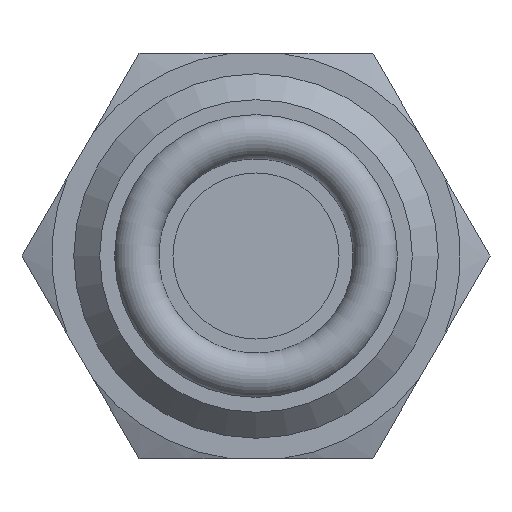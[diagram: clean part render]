
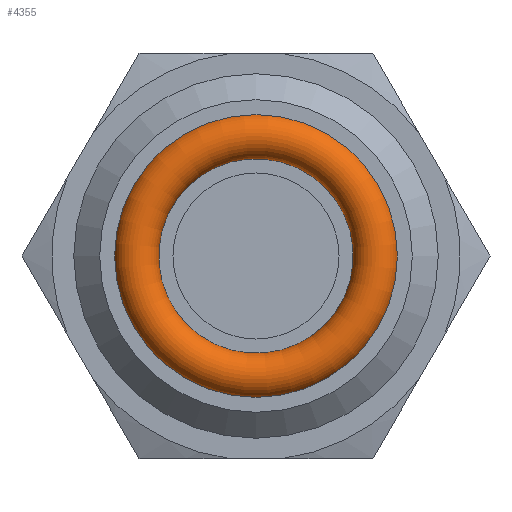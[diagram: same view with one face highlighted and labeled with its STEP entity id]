
A CAD part, left-side view. The second image highlights one B-rep face of the part: STEP entity #4355.
In plain terms, the highlighted toroidal (fillet/blend) face has major radius 4.699 mm and minor radius 0.889 mm.
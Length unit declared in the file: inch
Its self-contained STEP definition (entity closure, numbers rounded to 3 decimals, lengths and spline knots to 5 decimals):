
#4330=CARTESIAN_POINT('',(0.0,0.00098,0.0));
#4331=DIRECTION('',(1.0,0.0,0.0));
#4332=DIRECTION('',(0.0,0.0,-1.0));
#4333=AXIS2_PLACEMENT_3D('',#4330,#4331,#4332);
#4334=TOROIDAL_SURFACE('',#4333,0.185,0.035);
#4335=CARTESIAN_POINT('',(0.,0.00098,-0.22));
#4336=VERTEX_POINT('',#4335);
#4337=CARTESIAN_POINT('',(0.0,0.00098,-0.185));
#4338=DIRECTION('',(0.0,-1.0,0.0));
#4339=DIRECTION('',(0.0,0.0,-1.0));
#4340=AXIS2_PLACEMENT_3D('',#4337,#4338,#4339);
#4341=CIRCLE('',#4340,0.035);
#4342=EDGE_CURVE('',#4336,#4336,#4341,.T.);
#4343=ORIENTED_EDGE('',*,*,#4342,.T.);
#4344=CARTESIAN_POINT('',(0.,0.00098,0.0));
#4345=DIRECTION('',(-1.0,0.0,0.0));
#4346=DIRECTION('',(0.0,0.0,-1.0));
#4347=AXIS2_PLACEMENT_3D('',#4344,#4345,#4346);
#4348=CIRCLE('',#4347,0.22);
#4349=EDGE_CURVE('',#4336,#4336,#4348,.T.);
#4350=ORIENTED_EDGE('',*,*,#4349,.T.);
#4351=ORIENTED_EDGE('',*,*,#4342,.F.);
#4352=ORIENTED_EDGE('',*,*,#4349,.F.);
#4353=EDGE_LOOP('',(#4343,#4350,#4351,#4352));
#4354=FACE_OUTER_BOUND('',#4353,.T.);
#4355=ADVANCED_FACE('',(#4354),#4334,.T.);
